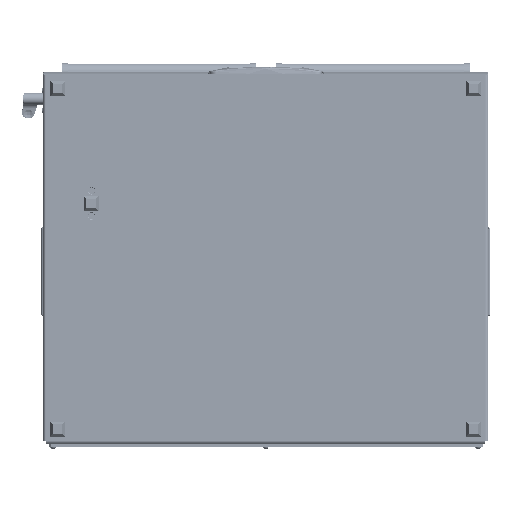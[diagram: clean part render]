
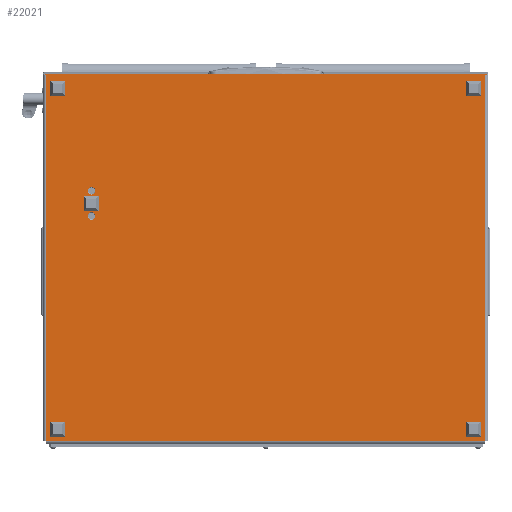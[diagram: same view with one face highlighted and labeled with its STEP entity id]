
A CAD part, front view. The second image highlights one B-rep face of the part: STEP entity #22021.
In plain terms, the highlighted face is planar.
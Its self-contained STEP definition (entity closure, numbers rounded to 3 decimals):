
#497 = DIRECTION ( 'NONE',  ( -1., 0., 0. ) ) ;
#1107 = DIRECTION ( 'NONE',  ( 0., 0., -1. ) ) ;
#2153 = CARTESIAN_POINT ( 'NONE',  ( -2., -4., 0. ) ) ;
#2489 = CARTESIAN_POINT ( 'NONE',  ( 506., 608., 0. ) ) ;
#2517 = CARTESIAN_POINT ( 'NONE',  ( 0., -2., 0. ) ) ;
#5321 = CARTESIAN_POINT ( 'NONE',  ( 195., 545., 0. ) ) ;
#5795 = EDGE_CURVE ( 'NONE', #74550, #24572, #117886, .T. ) ;
#7827 = DIRECTION ( 'NONE',  ( 0., 1., 0. ) ) ;
#8861 = CARTESIAN_POINT ( 'NONE',  ( 189.8, 545., 0. ) ) ;
#9727 = EDGE_CURVE ( 'NONE', #74550, #105672, #47233, .T. ) ;
#12009 = ORIENTED_EDGE ( 'NONE', *, *, #54321, .F. ) ;
#13036 = ORIENTED_EDGE ( 'NONE', *, *, #95190, .F. ) ;
#13460 = CARTESIAN_POINT ( 'NONE',  ( 195., 545., 0. ) ) ;
#14858 = CARTESIAN_POINT ( 'NONE',  ( 0., 608., 0. ) ) ;
#16335 = VECTOR ( 'NONE', #47068, 1000. ) ;
#17074 = DIRECTION ( 'NONE',  ( -1., 0., 0. ) ) ;
#17267 = AXIS2_PLACEMENT_3D ( 'NONE', #5321, #34980, #17074 ) ;
#18363 = EDGE_CURVE ( 'NONE', #54946, #123128, #136060, .T. ) ;
#20230 = AXIS2_PLACEMENT_3D ( 'NONE', #82538, #124634, #30234 ) ;
#20359 = VECTOR ( 'NONE', #36416, 1000. ) ;
#21598 = EDGE_CURVE ( 'NONE', #105672, #71962, #58865, .T. ) ;
#21768 = DIRECTION ( 'NONE',  ( -1., 0., 0. ) ) ;
#22021 = ADVANCED_FACE ( 'NONE', ( #134241, #132901, #113597 ), #50878, .T. ) ;
#22877 = ORIENTED_EDGE ( 'NONE', *, *, #76930, .T. ) ;
#23720 = ORIENTED_EDGE ( 'NONE', *, *, #21598, .F. ) ;
#24572 = VERTEX_POINT ( 'NONE', #114349 ) ;
#25403 = VERTEX_POINT ( 'NONE', #120962 ) ;
#25537 = CARTESIAN_POINT ( 'NONE',  ( 160., 545., 0. ) ) ;
#29647 = CARTESIAN_POINT ( 'NONE',  ( -2., -2., 0. ) ) ;
#29682 = EDGE_LOOP ( 'NONE', ( #132227, #12009 ) ) ;
#30234 = DIRECTION ( 'NONE',  ( -1., 0., 0. ) ) ;
#32010 = ORIENTED_EDGE ( 'NONE', *, *, #61201, .T. ) ;
#33892 = VERTEX_POINT ( 'NONE', #69590 ) ;
#34513 = DIRECTION ( 'NONE',  ( -1., 0., 0. ) ) ;
#34980 = DIRECTION ( 'NONE',  ( 0., 0., -1. ) ) ;
#36053 = LINE ( 'NONE', #100101, #16335 ) ;
#36210 = DIRECTION ( 'NONE',  ( -1., 0., 0. ) ) ;
#36244 = CIRCLE ( 'NONE', #130855, 5.2 ) ;
#36416 = DIRECTION ( 'NONE',  ( 1., 0., 0. ) ) ;
#38920 = CARTESIAN_POINT ( 'NONE',  ( 0., 610., 0. ) ) ;
#39663 = CIRCLE ( 'NONE', #52840, 5.2 ) ;
#40240 = VECTOR ( 'NONE', #7827, 1000. ) ;
#42150 = AXIS2_PLACEMENT_3D ( 'NONE', #104730, #86715, #97070 ) ;
#43461 = ORIENTED_EDGE ( 'NONE', *, *, #56717, .T. ) ;
#45609 = ORIENTED_EDGE ( 'NONE', *, *, #9727, .F. ) ;
#47068 = DIRECTION ( 'NONE',  ( 0., 1., 0. ) ) ;
#47115 = EDGE_CURVE ( 'NONE', #25403, #133302, #101567, .T. ) ;
#47233 = LINE ( 'NONE', #14858, #125429 ) ;
#49474 = CARTESIAN_POINT ( 'NONE',  ( 200.2, 545., 0. ) ) ;
#50878 = PLANE ( 'NONE',  #20230 ) ;
#52840 = AXIS2_PLACEMENT_3D ( 'NONE', #25537, #130931, #34513 ) ;
#54321 = EDGE_CURVE ( 'NONE', #133302, #25403, #39663, .T. ) ;
#54946 = VERTEX_POINT ( 'NONE', #49474 ) ;
#56717 = EDGE_CURVE ( 'NONE', #33892, #90142, #83875, .T. ) ;
#58645 = LINE ( 'NONE', #122014, #86223 ) ;
#58865 = LINE ( 'NONE', #133239, #40240 ) ;
#60786 = EDGE_CURVE ( 'NONE', #77904, #24572, #58645, .T. ) ;
#61201 = EDGE_CURVE ( 'NONE', #94528, #71962, #88737, .T. ) ;
#69590 = CARTESIAN_POINT ( 'NONE',  ( 0., -2., 0. ) ) ;
#71962 = VERTEX_POINT ( 'NONE', #38920 ) ;
#74550 = VERTEX_POINT ( 'NONE', #2489 ) ;
#74682 = CARTESIAN_POINT ( 'NONE',  ( 165.2, 545., 0. ) ) ;
#76930 = EDGE_CURVE ( 'NONE', #90142, #94528, #107531, .T. ) ;
#77904 = VERTEX_POINT ( 'NONE', #91032 ) ;
#82538 = CARTESIAN_POINT ( 'NONE',  ( 0., 608., 0. ) ) ;
#83875 = LINE ( 'NONE', #2517, #132480 ) ;
#84181 = DIRECTION ( 'NONE',  ( 0., 1., 0. ) ) ;
#86223 = VECTOR ( 'NONE', #89610, 1000. ) ;
#86715 = DIRECTION ( 'NONE',  ( 0., 0., -1. ) ) ;
#87064 = ORIENTED_EDGE ( 'NONE', *, *, #5795, .T. ) ;
#88737 = LINE ( 'NONE', #130787, #20359 ) ;
#89610 = DIRECTION ( 'NONE',  ( 1., 0., 0. ) ) ;
#90142 = VERTEX_POINT ( 'NONE', #29647 ) ;
#91032 = CARTESIAN_POINT ( 'NONE',  ( 0., 0., 0. ) ) ;
#94528 = VERTEX_POINT ( 'NONE', #124189 ) ;
#95190 = EDGE_CURVE ( 'NONE', #123128, #54946, #36244, .T. ) ;
#95311 = ORIENTED_EDGE ( 'NONE', *, *, #18363, .F. ) ;
#96550 = CARTESIAN_POINT ( 'NONE',  ( 506., 608., 0. ) ) ;
#97070 = DIRECTION ( 'NONE',  ( -1., 0., 0. ) ) ;
#99715 = EDGE_LOOP ( 'NONE', ( #101276, #43461, #22877, #32010, #23720, #45609, #87064, #102766 ) ) ;
#100101 = CARTESIAN_POINT ( 'NONE',  ( 0., -4., 0. ) ) ;
#101276 = ORIENTED_EDGE ( 'NONE', *, *, #113130, .F. ) ;
#101567 = CIRCLE ( 'NONE', #42150, 5.2 ) ;
#102766 = ORIENTED_EDGE ( 'NONE', *, *, #60786, .F. ) ;
#104730 = CARTESIAN_POINT ( 'NONE',  ( 160., 545., 0. ) ) ;
#105672 = VERTEX_POINT ( 'NONE', #123436 ) ;
#107531 = LINE ( 'NONE', #2153, #115344 ) ;
#113130 = EDGE_CURVE ( 'NONE', #33892, #77904, #36053, .T. ) ;
#113597 = FACE_OUTER_BOUND ( 'NONE', #99715, .T. ) ;
#114349 = CARTESIAN_POINT ( 'NONE',  ( 506., 0., 0. ) ) ;
#115344 = VECTOR ( 'NONE', #84181, 1000. ) ;
#117886 = LINE ( 'NONE', #96550, #127209 ) ;
#120962 = CARTESIAN_POINT ( 'NONE',  ( 154.8, 545., 0. ) ) ;
#121841 = DIRECTION ( 'NONE',  ( 0., -1., 0. ) ) ;
#122014 = CARTESIAN_POINT ( 'NONE',  ( 0., 0., 0. ) ) ;
#123128 = VERTEX_POINT ( 'NONE', #8861 ) ;
#123436 = CARTESIAN_POINT ( 'NONE',  ( 0., 608., 0. ) ) ;
#124189 = CARTESIAN_POINT ( 'NONE',  ( -2., 610., 0. ) ) ;
#124634 = DIRECTION ( 'NONE',  ( 0., 0., -1. ) ) ;
#125429 = VECTOR ( 'NONE', #36210, 1000. ) ;
#127209 = VECTOR ( 'NONE', #121841, 1000. ) ;
#130136 = EDGE_LOOP ( 'NONE', ( #13036, #95311 ) ) ;
#130787 = CARTESIAN_POINT ( 'NONE',  ( 0., 610., 0. ) ) ;
#130855 = AXIS2_PLACEMENT_3D ( 'NONE', #13460, #1107, #21768 ) ;
#130931 = DIRECTION ( 'NONE',  ( 0., 0., -1. ) ) ;
#132227 = ORIENTED_EDGE ( 'NONE', *, *, #47115, .F. ) ;
#132480 = VECTOR ( 'NONE', #497, 1000. ) ;
#132901 = FACE_BOUND ( 'NONE', #130136, .T. ) ;
#133239 = CARTESIAN_POINT ( 'NONE',  ( 0., -4., 0. ) ) ;
#133302 = VERTEX_POINT ( 'NONE', #74682 ) ;
#134241 = FACE_BOUND ( 'NONE', #29682, .T. ) ;
#136060 = CIRCLE ( 'NONE', #17267, 5.2 ) ;
